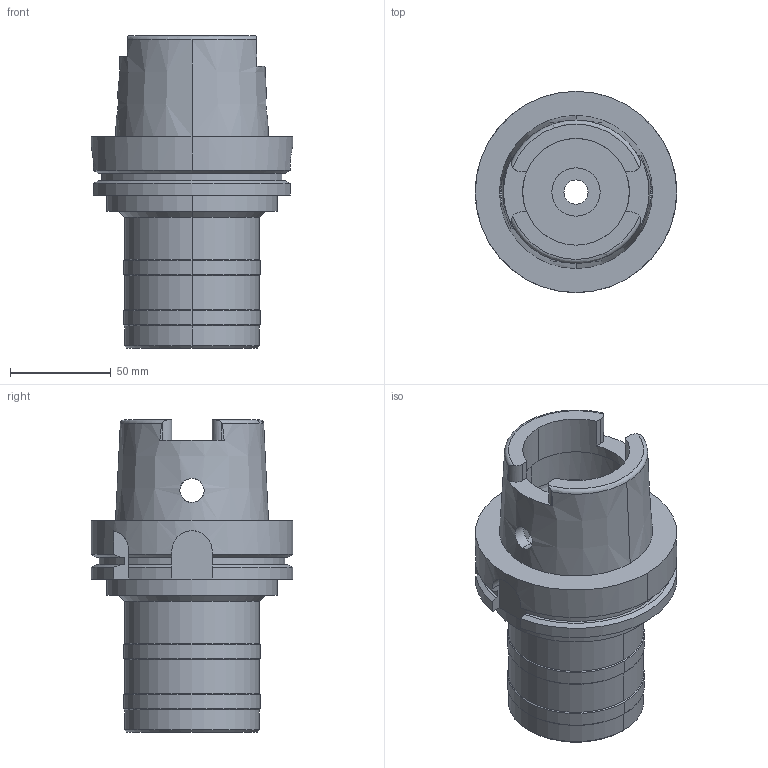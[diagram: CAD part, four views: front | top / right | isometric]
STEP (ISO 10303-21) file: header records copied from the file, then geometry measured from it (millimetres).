
FILE_DESCRIPTION((''),'2;1');
FILE_NAME('HSK-A100-TSL40-105','2018-01-09T',('ykawabe'),(''),'CREO PARAMETRIC BY PTC INC, 2016380','CREO PARAMETRIC BY PTC INC, 2016380','');
FILE_SCHEMA(('AUTOMOTIVE_DESIGN { 1 0 10303 214 1 1 1 1 }'));
Length unit declared in the file: millimetre
Products named in the file (1): HSK-A100-TSL40-105
Bounding box: 100 x 100 x 155 mm (x, y, z)
Volume: 452200.9 mm3; surface area: 75062.5 mm2
Topology: 1 solids, 1 shells, 109 faces, 292 edges, 189 vertices
Faces by surface type: cylinder 48, plane 35, cone 22, torus 4
Entity records: 4691 total; most frequent: CARTESIAN_POINT 896, DIRECTION 607, ORIENTED_EDGE 584, PRESENTATION_STYLE_ASSIGNMENT 297, STYLED_ITEM 297, CURVE_STYLE 296, EDGE_CURVE 292, AXIS2_PLACEMENT_3D 241
